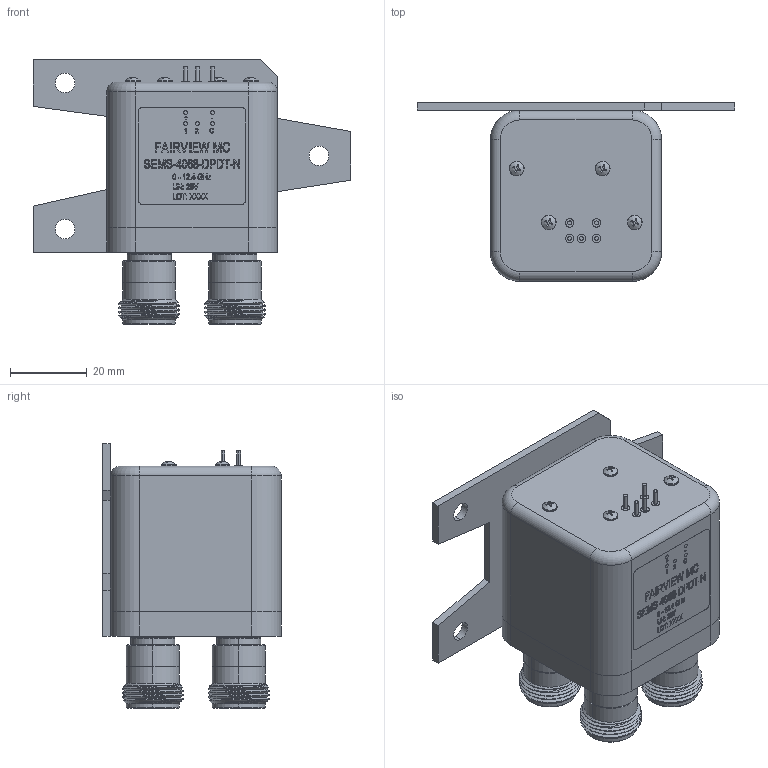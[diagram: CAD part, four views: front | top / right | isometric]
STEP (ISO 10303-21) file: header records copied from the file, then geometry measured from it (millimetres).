
FILE_DESCRIPTION (( 'STEP AP214' ), '1' );
FILE_NAME ('SEMS-4068-DPDT-N_3D.step', '2024-02-21T21:42:22', ( '' ), ( '' ), 'SwSTEP 2.0', 'SolidWorks 2022', '' );
FILE_SCHEMA (( 'AUTOMOTIVE_DESIGN' ));
Length unit declared in the file: inch
Products named in the file (1): SEMS-4068-DPDT-N_3D
Bounding box: 82.6 x 46.5 x 68.9 mm (x, y, z)
Volume: 99711.6 mm3; surface area: 23974.8 mm2
Topology: 3 solids, 7 shells, 1270 faces, 3279 edges, 2142 vertices
Faces by surface type: plane 683, bspline 257, cylinder 218, cone 108, torus 4
Entity records: 66989 total; most frequent: CARTESIAN_POINT 38028, ORIENTED_EDGE 6542, DIRECTION 4989, EDGE_CURVE 3271, VERTEX_POINT 2142, VECTOR 2009, LINE 2009, AXIS2_PLACEMENT_3D 1490
